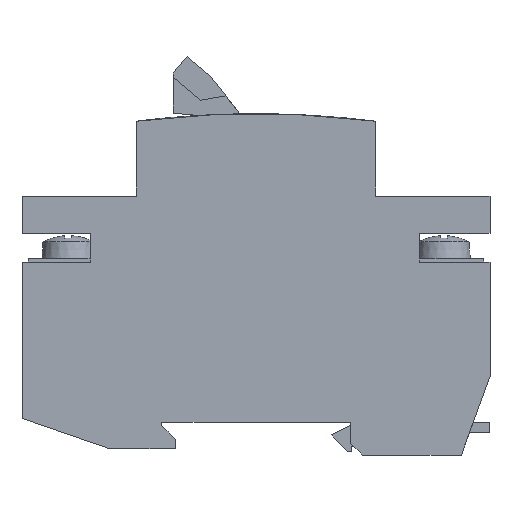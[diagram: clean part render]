
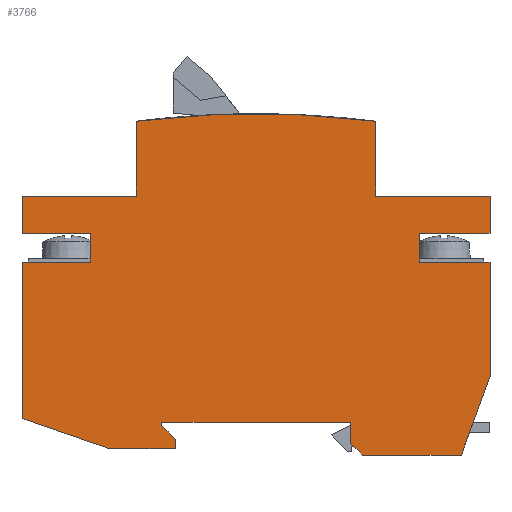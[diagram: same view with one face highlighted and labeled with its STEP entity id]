
A CAD part, left-side view. The second image highlights one B-rep face of the part: STEP entity #3766.
In plain terms, the highlighted planar face has unit normal (-1, 0, 0).
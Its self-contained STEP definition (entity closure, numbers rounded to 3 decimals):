
#3468=CIRCLE('',#14757,180.);
#3766=ADVANCED_FACE('5007',(#4854),#4314,.F.);
#4314=PLANE('',#14758);
#4854=FACE_OUTER_BOUND('',#5423,.T.);
#5423=EDGE_LOOP('',(#6832,#6833,#6834,#6835,#6836,#6837,#6838,#6839,#6840,
#6841,#6842,#6843,#6844,#6845,#6846,#6847,#6848,#6849,#6850,#6851,#6852,
#6853,#6854,#6855,#6856));
#6832=ORIENTED_EDGE('',*,*,#10738,.F.);
#6833=ORIENTED_EDGE('',*,*,#10724,.F.);
#6834=ORIENTED_EDGE('',*,*,#10700,.F.);
#6835=ORIENTED_EDGE('',*,*,#10712,.F.);
#6836=ORIENTED_EDGE('',*,*,#10171,.F.);
#6837=ORIENTED_EDGE('',*,*,#10160,.T.);
#6838=ORIENTED_EDGE('',*,*,#10691,.F.);
#6839=ORIENTED_EDGE('',*,*,#10157,.F.);
#6840=ORIENTED_EDGE('',*,*,#10153,.F.);
#6841=ORIENTED_EDGE('',*,*,#10799,.T.);
#6842=ORIENTED_EDGE('',*,*,#10199,.F.);
#6843=ORIENTED_EDGE('',*,*,#10196,.F.);
#6844=ORIENTED_EDGE('',*,*,#10791,.F.);
#6845=ORIENTED_EDGE('',*,*,#10190,.F.);
#6846=ORIENTED_EDGE('',*,*,#10234,.F.);
#6847=ORIENTED_EDGE('',*,*,#10788,.T.);
#6848=ORIENTED_EDGE('',*,*,#10764,.F.);
#6849=ORIENTED_EDGE('',*,*,#10769,.F.);
#6850=ORIENTED_EDGE('',*,*,#10771,.F.);
#6851=ORIENTED_EDGE('',*,*,#10757,.F.);
#6852=ORIENTED_EDGE('',*,*,#10754,.F.);
#6853=ORIENTED_EDGE('',*,*,#10751,.F.);
#6854=ORIENTED_EDGE('',*,*,#10145,.F.);
#6855=ORIENTED_EDGE('',*,*,#10750,.F.);
#6856=ORIENTED_EDGE('',*,*,#10747,.F.);
#9079=VERTEX_POINT('',#18150);
#9080=VERTEX_POINT('',#18152);
#9085=VERTEX_POINT('',#18163);
#9087=VERTEX_POINT('',#18167);
#9090=VERTEX_POINT('',#18174);
#9093=VERTEX_POINT('',#18182);
#9094=VERTEX_POINT('',#18184);
#9103=VERTEX_POINT('',#18205);
#9121=VERTEX_POINT('',#18256);
#9122=VERTEX_POINT('',#18258);
#9125=VERTEX_POINT('',#18265);
#9127=VERTEX_POINT('',#18269);
#9128=VERTEX_POINT('',#18273);
#9158=VERTEX_POINT('',#18351);
#9489=VERTEX_POINT('',#19921);
#9491=VERTEX_POINT('',#19924);
#9508=VERTEX_POINT('',#19971);
#9517=VERTEX_POINT('',#19996);
#9524=VERTEX_POINT('',#20013);
#9525=VERTEX_POINT('',#20020);
#9527=VERTEX_POINT('',#20026);
#9529=VERTEX_POINT('',#20032);
#9534=VERTEX_POINT('',#20045);
#9535=VERTEX_POINT('',#20047);
#9538=VERTEX_POINT('',#20055);
#10145=EDGE_CURVE('',#9079,#9080,#11764,.T.);
#10153=EDGE_CURVE('',#9087,#9085,#11772,.T.);
#10157=EDGE_CURVE('',#9085,#9090,#11775,.T.);
#10160=EDGE_CURVE('',#9094,#9093,#11778,.T.);
#10171=EDGE_CURVE('',#9094,#9103,#11789,.T.);
#10190=EDGE_CURVE('',#9121,#9122,#11804,.T.);
#10196=EDGE_CURVE('',#9127,#9125,#11809,.T.);
#10199=EDGE_CURVE('',#9125,#9128,#11812,.T.);
#10234=EDGE_CURVE('',#9158,#9121,#11843,.T.);
#10691=EDGE_CURVE('',#9090,#9093,#12184,.T.);
#10700=EDGE_CURVE('',#9489,#9491,#12192,.T.);
#10712=EDGE_CURVE('',#9103,#9489,#12204,.T.);
#10724=EDGE_CURVE('',#9491,#9508,#12216,.T.);
#10738=EDGE_CURVE('',#9508,#9517,#12230,.T.);
#10747=EDGE_CURVE('',#9517,#9524,#12239,.T.);
#10750=EDGE_CURVE('',#9524,#9079,#12242,.T.);
#10751=EDGE_CURVE('',#9080,#9525,#12243,.T.);
#10754=EDGE_CURVE('',#9525,#9527,#12246,.T.);
#10757=EDGE_CURVE('',#9527,#9529,#12249,.T.);
#10764=EDGE_CURVE('',#9534,#9535,#12256,.T.);
#10769=EDGE_CURVE('',#9538,#9534,#12261,.T.);
#10771=EDGE_CURVE('',#9529,#9538,#12263,.T.);
#10788=EDGE_CURVE('',#9158,#9535,#12276,.T.);
#10791=EDGE_CURVE('',#9122,#9127,#12279,.T.);
#10799=EDGE_CURVE('',#9087,#9128,#3468,.T.);
#11764=LINE('',#18151,#13128);
#11772=LINE('',#18168,#13136);
#11775=LINE('',#18176,#13139);
#11778=LINE('',#18183,#13142);
#11789=LINE('',#18204,#13153);
#11804=LINE('',#18257,#13168);
#11809=LINE('',#18270,#13173);
#11812=LINE('',#18276,#13176);
#11843=LINE('',#18352,#13207);
#12184=LINE('',#19905,#13566);
#12192=LINE('',#19923,#13574);
#12204=LINE('',#19946,#13586);
#12216=LINE('',#19970,#13598);
#12230=LINE('',#19995,#13612);
#12239=LINE('',#20012,#13621);
#12242=LINE('',#20017,#13624);
#12243=LINE('',#20019,#13625);
#12246=LINE('',#20025,#13628);
#12249=LINE('',#20031,#13631);
#12256=LINE('',#20046,#13638);
#12261=LINE('',#20056,#13643);
#12263=LINE('',#20059,#13645);
#12276=LINE('',#20087,#13658);
#12279=LINE('',#20091,#13661);
#13128=VECTOR('',#15262,1.);
#13136=VECTOR('',#15272,1.);
#13139=VECTOR('',#15279,1.);
#13142=VECTOR('',#15284,1.);
#13153=VECTOR('',#15297,1.);
#13168=VECTOR('',#15318,1.);
#13173=VECTOR('',#15327,1.);
#13176=VECTOR('',#15332,1.);
#13207=VECTOR('',#15379,1.);
#13566=VECTOR('',#16130,1.);
#13574=VECTOR('',#16148,1.);
#13586=VECTOR('',#16164,1.);
#13598=VECTOR('',#16184,1.);
#13612=VECTOR('',#16202,1.);
#13621=VECTOR('',#16213,1.);
#13624=VECTOR('',#16218,1.);
#13625=VECTOR('',#16221,1.);
#13628=VECTOR('',#16226,1.);
#13631=VECTOR('',#16231,1.);
#13638=VECTOR('',#16242,1.);
#13643=VECTOR('',#16249,1.);
#13645=VECTOR('',#16253,1.);
#13658=VECTOR('',#16284,1.);
#13661=VECTOR('',#16289,1.);
#14757=AXIS2_PLACEMENT_3D('',#20107,#16308,#16309);
#14758=AXIS2_PLACEMENT_3D('',#20108,#16310,#16311);
#15262=DIRECTION('',(0.,1.,0.));
#15272=DIRECTION('',(0.,0.,-1.));
#15279=DIRECTION('',(0.,-1.,0.));
#15284=DIRECTION('',(0.,-1.,0.));
#15297=DIRECTION('',(0.,0.,-1.));
#15318=DIRECTION('',(0.,1.,0.));
#15327=DIRECTION('',(0.,-1.,0.));
#15332=DIRECTION('',(0.,0.,1.));
#15379=DIRECTION('',(0.,0.,1.));
#16130=DIRECTION('',(0.,0.,-1.));
#16148=DIRECTION('',(0.,0.,-1.));
#16164=DIRECTION('',(0.,-1.,0.));
#16184=DIRECTION('',(0.,0.342,-0.94));
#16202=DIRECTION('',(0.,1.,0.));
#16213=DIRECTION('',(0.,0.707,0.707));
#16218=DIRECTION('',(0.,0.,1.));
#16221=DIRECTION('',(0.,0.,-1.));
#16226=DIRECTION('',(0.,-0.707,-0.707));
#16231=DIRECTION('',(0.,0.,-1.));
#16242=DIRECTION('',(0.,0.,1.));
#16249=DIRECTION('',(0.,0.946,0.326));
#16253=DIRECTION('',(0.,1.,0.));
#16284=DIRECTION('',(0.,1.,0.));
#16289=DIRECTION('',(0.,0.,1.));
#16308=DIRECTION('',(-1.,0.,0.));
#16309=DIRECTION('',(0.,0.115,0.993));
#16310=DIRECTION('',(1.,0.,0.));
#16311=DIRECTION('',(0.,1.,0.));
#18150=CARTESIAN_POINT('',(0.,26.2,6.2));
#18151=CARTESIAN_POINT('',(0.,26.2,6.2));
#18152=CARTESIAN_POINT('',(0.,61.7,6.2));
#18163=CARTESIAN_POINT('',(0.,21.5,48.7));
#18167=CARTESIAN_POINT('',(0.,21.5,62.788));
#18168=CARTESIAN_POINT('',(0.,21.5,61.016));
#18174=CARTESIAN_POINT('',(0.,0.,48.7));
#18176=CARTESIAN_POINT('',(0.,88.,48.7));
#18182=CARTESIAN_POINT('',(0.,0.,41.7));
#18183=CARTESIAN_POINT('',(0.,44.,41.7));
#18184=CARTESIAN_POINT('',(0.,13.2,41.7));
#18204=CARTESIAN_POINT('',(0.,13.2,35.8));
#18205=CARTESIAN_POINT('',(0.,13.2,36.3));
#18256=CARTESIAN_POINT('',(0.,75.211,41.7));
#18257=CARTESIAN_POINT('',(0.,88.,41.7));
#18258=CARTESIAN_POINT('',(0.,88.,41.7));
#18265=CARTESIAN_POINT('',(0.,66.5,48.7));
#18269=CARTESIAN_POINT('',(0.,88.,48.7));
#18270=CARTESIAN_POINT('',(0.,86.,48.7));
#18273=CARTESIAN_POINT('',(0.,66.5,62.788));
#18276=CARTESIAN_POINT('',(0.,66.5,48.7));
#18351=CARTESIAN_POINT('',(0.,75.211,36.3));
#18352=CARTESIAN_POINT('',(0.,75.211,47.714));
#19905=CARTESIAN_POINT('',(0.,0.,46.7));
#19921=CARTESIAN_POINT('',(0.,0.,36.3));
#19923=CARTESIAN_POINT('',(0.,0.,24.1));
#19924=CARTESIAN_POINT('',(0.,0.,14.836));
#19946=CARTESIAN_POINT('',(0.,75.8,36.3));
#19970=CARTESIAN_POINT('',(0.,0.,14.836));
#19971=CARTESIAN_POINT('',(0.,5.4,0.));
#19995=CARTESIAN_POINT('',(0.,5.4,0.));
#19996=CARTESIAN_POINT('',(0.,24.,0.));
#20012=CARTESIAN_POINT('',(0.,26.2,2.2));
#20013=CARTESIAN_POINT('',(0.,26.2,2.2));
#20017=CARTESIAN_POINT('',(0.,26.2,2.2));
#20019=CARTESIAN_POINT('',(0.,61.7,6.2));
#20020=CARTESIAN_POINT('',(0.,61.7,5.5));
#20025=CARTESIAN_POINT('',(0.,61.7,5.5));
#20026=CARTESIAN_POINT('',(0.,59.2,3.));
#20031=CARTESIAN_POINT('',(0.,59.2,3.));
#20032=CARTESIAN_POINT('',(0.,59.2,1.2));
#20045=CARTESIAN_POINT('',(0.,88.,6.881));
#20046=CARTESIAN_POINT('',(0.,88.,34.7));
#20047=CARTESIAN_POINT('',(0.,88.,36.3));
#20055=CARTESIAN_POINT('',(0.,71.5,1.2));
#20056=CARTESIAN_POINT('',(0.,71.5,1.2));
#20059=CARTESIAN_POINT('',(0.,59.2,1.2));
#20087=CARTESIAN_POINT('',(0.,76.3,36.3));
#20091=CARTESIAN_POINT('',(0.,88.,43.2));
#20107=CARTESIAN_POINT('',(0.,44.,-115.8));
#20108=CARTESIAN_POINT('',(0.,44.,48.7));
